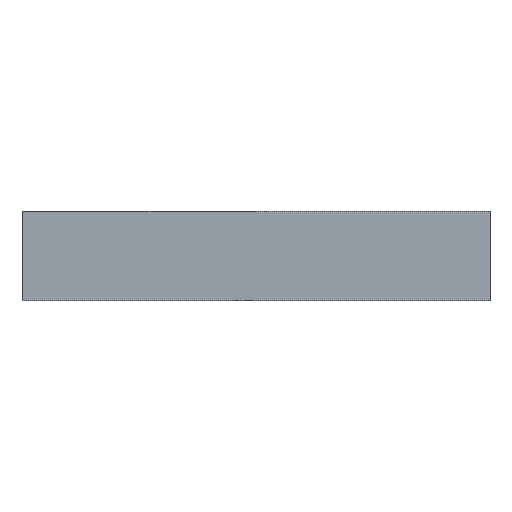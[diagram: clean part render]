
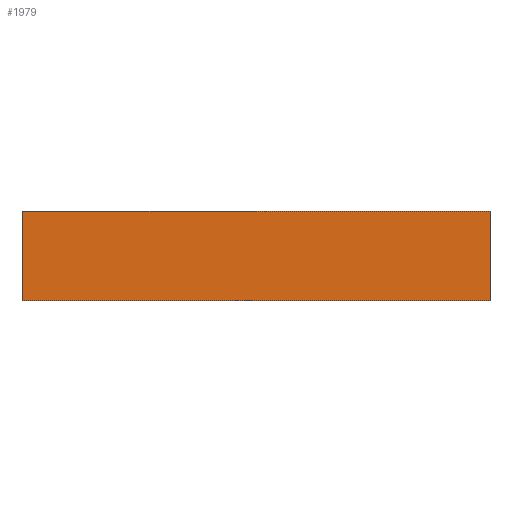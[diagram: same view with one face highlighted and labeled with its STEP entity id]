
A CAD part, left-side view. The second image highlights one B-rep face of the part: STEP entity #1979.
In plain terms, the highlighted planar face has unit normal (-1, 0, 0).
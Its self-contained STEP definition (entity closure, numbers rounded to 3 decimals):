
#41 = VERTEX_POINT ( 'NONE', #2102 ) ;
#99 = ORIENTED_EDGE ( 'NONE', *, *, #1711, .T. ) ;
#102 = ORIENTED_EDGE ( 'NONE', *, *, #2017, .F. ) ;
#426 = CARTESIAN_POINT ( 'NONE',  ( -60., -60., 20. ) ) ;
#471 = CARTESIAN_POINT ( 'NONE',  ( -60., 0., 20. ) ) ;
#530 = VECTOR ( 'NONE', #1294, 1000. ) ;
#1226 = VERTEX_POINT ( 'NONE', #3794 ) ;
#1294 = DIRECTION ( 'NONE',  ( 0., 1., 0. ) ) ;
#1378 = CARTESIAN_POINT ( 'NONE',  ( -60., -60., 20. ) ) ;
#1503 = LINE ( 'NONE', #1903, #3774 ) ;
#1532 = ORIENTED_EDGE ( 'NONE', *, *, #3341, .T. ) ;
#1637 = CARTESIAN_POINT ( 'NONE',  ( -60., 60., -3. ) ) ;
#1657 = LINE ( 'NONE', #1378, #3596 ) ;
#1676 = DIRECTION ( 'NONE',  ( -1., 0., 0. ) ) ;
#1711 = EDGE_CURVE ( 'NONE', #3112, #41, #3753, .T. ) ;
#1799 = EDGE_CURVE ( 'NONE', #1226, #2251, #1823, .T. ) ;
#1823 = LINE ( 'NONE', #1637, #530 ) ;
#1903 = CARTESIAN_POINT ( 'NONE',  ( -60., 60., 20. ) ) ;
#1979 = ADVANCED_FACE ( 'NONE', ( #3617 ), #2009, .T. ) ;
#2009 = PLANE ( 'NONE',  #3049 ) ;
#2017 = EDGE_CURVE ( 'NONE', #3112, #1226, #1657, .T. ) ;
#2102 = CARTESIAN_POINT ( 'NONE',  ( -60., 60., 20. ) ) ;
#2251 = VERTEX_POINT ( 'NONE', #2523 ) ;
#2523 = CARTESIAN_POINT ( 'NONE',  ( -60., 60., -3. ) ) ;
#3044 = DIRECTION ( 'NONE',  ( 0., 1., 0. ) ) ;
#3049 = AXIS2_PLACEMENT_3D ( 'NONE', #3251, #1676, #3910 ) ;
#3112 = VERTEX_POINT ( 'NONE', #426 ) ;
#3121 = DIRECTION ( 'NONE',  ( 0., 0., -1. ) ) ;
#3220 = VECTOR ( 'NONE', #3044, 1000. ) ;
#3251 = CARTESIAN_POINT ( 'NONE',  ( -60., 0., 20. ) ) ;
#3341 = EDGE_CURVE ( 'NONE', #41, #2251, #1503, .T. ) ;
#3596 = VECTOR ( 'NONE', #3931, 1000. ) ;
#3617 = FACE_OUTER_BOUND ( 'NONE', #3974, .T. ) ;
#3753 = LINE ( 'NONE', #471, #3220 ) ;
#3774 = VECTOR ( 'NONE', #3121, 1000. ) ;
#3794 = CARTESIAN_POINT ( 'NONE',  ( -60., -60., -3. ) ) ;
#3910 = DIRECTION ( 'NONE',  ( 0., -1., 0. ) ) ;
#3931 = DIRECTION ( 'NONE',  ( 0., 0., -1. ) ) ;
#3974 = EDGE_LOOP ( 'NONE', ( #1532, #4157, #102, #99 ) ) ;
#4157 = ORIENTED_EDGE ( 'NONE', *, *, #1799, .F. ) ;
